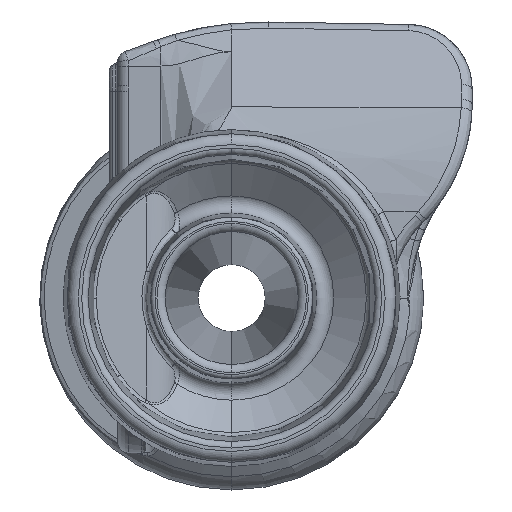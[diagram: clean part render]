
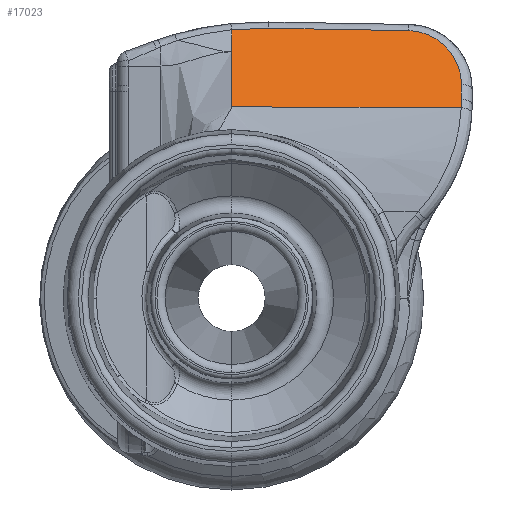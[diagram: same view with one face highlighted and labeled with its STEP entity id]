
A CAD part, left-side view. The second image highlights one B-rep face of the part: STEP entity #17023.
In plain terms, the highlighted planar face has unit normal (-0.906, -0.009, 0.423).
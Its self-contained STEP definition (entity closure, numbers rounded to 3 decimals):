
#95 = VERTEX_POINT ( 'NONE', #17559 ) ;
#187 = ORIENTED_EDGE ( 'NONE', *, *, #22472, .T. ) ;
#669 = DIRECTION ( 'NONE',  ( -0.423, 0., -0.906 ) ) ;
#768 = EDGE_CURVE ( 'NONE', #20725, #11934, #30986, .T. ) ;
#1114 = LINE ( 'NONE', #28360, #33870 ) ;
#1201 = EDGE_CURVE ( 'NONE', #95, #11934, #31213, .T. ) ;
#1245 = DIRECTION ( 'NONE',  ( 0.423, 0., 0.906 ) ) ;
#1294 = DIRECTION ( 'NONE',  ( 0.423, 0., 0.906 ) ) ;
#1748 = CARTESIAN_POINT ( 'NONE',  ( -11.458, -10.654, 9.899 ) ) ;
#1771 = ORIENTED_EDGE ( 'NONE', *, *, #1201, .F. ) ;
#2632 = DIRECTION ( 'NONE',  ( 0.423, 0., 0.906 ) ) ;
#2774 = EDGE_CURVE ( 'NONE', #7920, #9184, #9675, .T. ) ;
#3366 = VERTEX_POINT ( 'NONE', #25984 ) ;
#3684 = CARTESIAN_POINT ( 'NONE',  ( -10.326, -1.722, 12.511 ) ) ;
#3792 = CARTESIAN_POINT ( 'NONE',  ( -11.958, -10.644, 8.826 ) ) ;
#4732 = CARTESIAN_POINT ( 'NONE',  ( -11.779, -10.654, 9.211 ) ) ;
#6211 = DIRECTION ( 'NONE',  ( 0.008, -1., -0.004 ) ) ;
#6339 = EDGE_CURVE ( 'NONE', #29521, #7920, #1114, .T. ) ;
#6585 = ORIENTED_EDGE ( 'NONE', *, *, #10573, .T. ) ;
#6615 = DIRECTION ( 'NONE',  ( -0.001, 1., 0.017 ) ) ;
#6715 = ORIENTED_EDGE ( 'NONE', *, *, #6339, .T. ) ;
#6970 = EDGE_CURVE ( 'NONE', #95, #29521, #33739, .T. ) ;
#7522 = ORIENTED_EDGE ( 'NONE', *, *, #6970, .T. ) ;
#7920 = VERTEX_POINT ( 'NONE', #3792 ) ;
#8664 = CARTESIAN_POINT ( 'NONE',  ( -10.343, -0.572, 12.497 ) ) ;
#8982 = VECTOR ( 'NONE', #669, 1000. ) ;
#9184 = VERTEX_POINT ( 'NONE', #4732 ) ;
#9285 = CARTESIAN_POINT ( 'NONE',  ( -10.316, -8.198, 12.398 ) ) ;
#9675 =( BOUNDED_CURVE ( )  B_SPLINE_CURVE ( 3, ( #11924, #20283, #23343, #17562 ),
 .UNSPECIFIED., .F., .F. ) 
 B_SPLINE_CURVE_WITH_KNOTS ( ( 4, 4 ),
 ( 1.538, 1.591 ),
 .UNSPECIFIED. ) 
 CURVE ( )  GEOMETRIC_REPRESENTATION_ITEM ( )  RATIONAL_B_SPLINE_CURVE ( ( 1., 1., 1., 1. ) ) 
 REPRESENTATION_ITEM ( '' )  );
#10004 = VECTOR ( 'NONE', #6615, 1000. ) ;
#10279 = VECTOR ( 'NONE', #1245, 1000. ) ;
#10573 = EDGE_CURVE ( 'NONE', #18833, #3366, #35709, .T. ) ;
#10763 = CARTESIAN_POINT ( 'NONE',  ( -11.458, -10.654, 9.899 ) ) ;
#11145 = EDGE_CURVE ( 'NONE', #20045, #20725, #12092, .T. ) ;
#11332 = FACE_OUTER_BOUND ( 'NONE', #28192, .T. ) ;
#11567 = CARTESIAN_POINT ( 'NONE',  ( -10.326, -1.722, 12.511 ) ) ;
#11924 = CARTESIAN_POINT ( 'NONE',  ( -11.958, -10.644, 8.826 ) ) ;
#11934 = VERTEX_POINT ( 'NONE', #29958 ) ;
#12092 = LINE ( 'NONE', #31476, #10004 ) ;
#13268 = VECTOR ( 'NONE', #2632, 1000. ) ;
#13346 = CARTESIAN_POINT ( 'NONE',  ( -10.786, -10.654, 11.339 ) ) ;
#14581 = EDGE_CURVE ( 'NONE', #3366, #20045, #31504, .T. ) ;
#16266 = CARTESIAN_POINT ( 'NONE',  ( -13.203, -10.654, 6.157 ) ) ;
#16918 = AXIS2_PLACEMENT_3D ( 'NONE', #28367, #23115, #1294 ) ;
#17023 = ADVANCED_FACE ( 'NONE', ( #11332 ), #22419, .T. ) ;
#17559 = CARTESIAN_POINT ( 'NONE',  ( -10.85, 0., 11.423 ) ) ;
#17562 = CARTESIAN_POINT ( 'NONE',  ( -11.779, -10.654, 9.211 ) ) ;
#18833 = VERTEX_POINT ( 'NONE', #1748 ) ;
#19791 = CARTESIAN_POINT ( 'NONE',  ( -13., 0., 6.812 ) ) ;
#19920 = ORIENTED_EDGE ( 'NONE', *, *, #11145, .T. ) ;
#20045 = VERTEX_POINT ( 'NONE', #9285 ) ;
#20283 = CARTESIAN_POINT ( 'NONE',  ( -11.898, -10.651, 8.954 ) ) ;
#20725 = VERTEX_POINT ( 'NONE', #3684 ) ;
#21180 = CARTESIAN_POINT ( 'NONE',  ( -10.316, -8.206, 12.398 ) ) ;
#21746 = ORIENTED_EDGE ( 'NONE', *, *, #768, .T. ) ;
#22039 = CARTESIAN_POINT ( 'NONE',  ( -12.042, 0., 8.866 ) ) ;
#22419 = PLANE ( 'NONE',  #16918 ) ;
#22472 = EDGE_CURVE ( 'NONE', #9184, #18833, #24804, .T. ) ;
#23115 = DIRECTION ( 'NONE',  ( -0.906, -0.009, 0.423 ) ) ;
#23340 = CARTESIAN_POINT ( 'NONE',  ( -10.316, -8.201, 12.398 ) ) ;
#23343 = CARTESIAN_POINT ( 'NONE',  ( -11.838, -10.654, 9.083 ) ) ;
#24804 = LINE ( 'NONE', #16266, #13268 ) ;
#25984 = CARTESIAN_POINT ( 'NONE',  ( -10.316, -8.206, 12.398 ) ) ;
#28192 = EDGE_LOOP ( 'NONE', ( #6715, #29144, #187, #6585, #29379, #19920, #21746, #1771, #7522 ) ) ;
#28238 = CARTESIAN_POINT ( 'NONE',  ( -10.327, -1.147, 12.521 ) ) ;
#28360 = CARTESIAN_POINT ( 'NONE',  ( -12.042, 0., 8.866 ) ) ;
#28367 = CARTESIAN_POINT ( 'NONE',  ( -13.287, 0., 6.196 ) ) ;
#28840 = CARTESIAN_POINT ( 'NONE',  ( -13., 0., 6.812 ) ) ;
#28957 = CARTESIAN_POINT ( 'NONE',  ( -10.316, -8.203, 12.398 ) ) ;
#29144 = ORIENTED_EDGE ( 'NONE', *, *, #2774, .T. ) ;
#29379 = ORIENTED_EDGE ( 'NONE', *, *, #14581, .T. ) ;
#29463 = CARTESIAN_POINT ( 'NONE',  ( -10.316, -8.206, 12.398 ) ) ;
#29521 = VERTEX_POINT ( 'NONE', #22039 ) ;
#29958 = CARTESIAN_POINT ( 'NONE',  ( -10.376, 0., 12.439 ) ) ;
#30446 = CARTESIAN_POINT ( 'NONE',  ( -10.376, 0., 12.439 ) ) ;
#30986 =( BOUNDED_CURVE ( )  B_SPLINE_CURVE ( 3, ( #11567, #28238, #8664, #30446 ),
 .UNSPECIFIED., .F., .F. ) 
 B_SPLINE_CURVE_WITH_KNOTS ( ( 4, 4 ),
 ( 0.003, 0.122 ),
 .UNSPECIFIED. ) 
 CURVE ( )  GEOMETRIC_REPRESENTATION_ITEM ( )  RATIONAL_B_SPLINE_CURVE ( ( 1., 0.999, 0.999, 1. ) ) 
 REPRESENTATION_ITEM ( '' )  );
#31213 = LINE ( 'NONE', #28840, #10279 ) ;
#31476 = CARTESIAN_POINT ( 'NONE',  ( -10.328, -0.106, 12.54 ) ) ;
#31504 =( BOUNDED_CURVE ( )  B_SPLINE_CURVE ( 3, ( #21180, #28957, #23340, #34405 ),
 .UNSPECIFIED., .F., .F. ) 
 B_SPLINE_CURVE_WITH_KNOTS ( ( 4, 4 ),
 ( 0., 0.003 ),
 .UNSPECIFIED. ) 
 CURVE ( )  GEOMETRIC_REPRESENTATION_ITEM ( )  RATIONAL_B_SPLINE_CURVE ( ( 1., 1., 1., 1. ) ) 
 REPRESENTATION_ITEM ( '' )  );
#33739 = LINE ( 'NONE', #19791, #8982 ) ;
#33870 = VECTOR ( 'NONE', #6211, 1000. ) ;
#34405 = CARTESIAN_POINT ( 'NONE',  ( -10.316, -8.198, 12.398 ) ) ;
#35098 = CARTESIAN_POINT ( 'NONE',  ( -10.316, -9.646, 12.368 ) ) ;
#35709 =( BOUNDED_CURVE ( )  B_SPLINE_CURVE ( 3, ( #10763, #13346, #35098, #29463 ),
 .UNSPECIFIED., .F., .F. ) 
 B_SPLINE_CURVE_WITH_KNOTS ( ( 4, 4 ),
 ( 4.733, 6.283 ),
 .UNSPECIFIED. ) 
 CURVE ( )  GEOMETRIC_REPRESENTATION_ITEM ( )  RATIONAL_B_SPLINE_CURVE ( ( 1., 0.81, 0.81, 1. ) ) 
 REPRESENTATION_ITEM ( '' )  );
